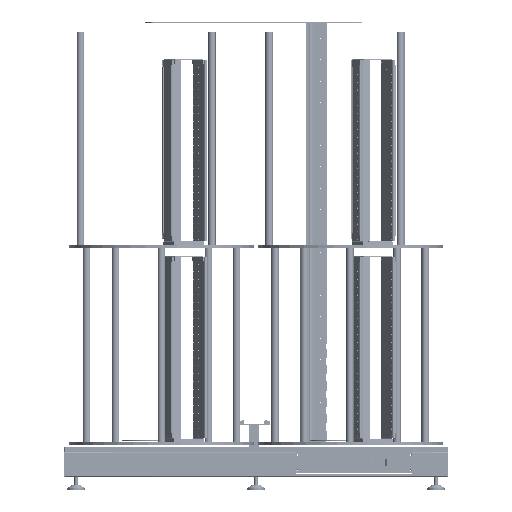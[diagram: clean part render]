
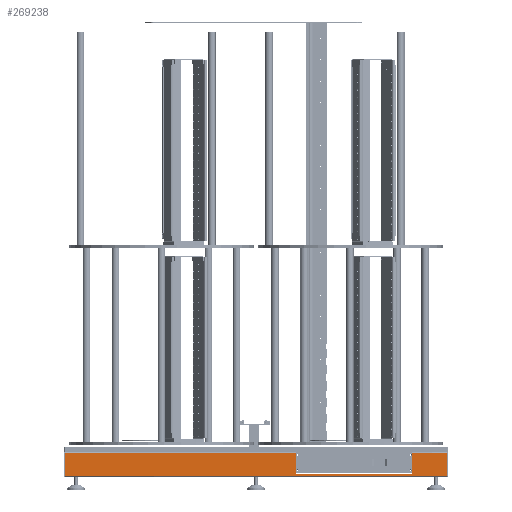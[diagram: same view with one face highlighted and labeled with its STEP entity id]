
A CAD part, front view. The second image highlights one B-rep face of the part: STEP entity #269238.
In plain terms, the highlighted planar face has unit normal (0, -1, 0).
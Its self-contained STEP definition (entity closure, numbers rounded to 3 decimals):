
#13444 = ORIENTED_EDGE ( 'NONE', *, *, #374434, .F. ) ;
#16653 = VECTOR ( 'NONE', #275307, 1000. ) ;
#53731 = CARTESIAN_POINT ( 'NONE',  ( 746.863, 50.835, 70. ) ) ;
#57828 = VERTEX_POINT ( 'NONE', #232196 ) ;
#59435 = LINE ( 'NONE', #461211, #203904 ) ;
#70783 = DIRECTION ( 'NONE',  ( 0., 0., -1. ) ) ;
#74037 = CARTESIAN_POINT ( 'NONE',  ( 304.734, 50.835, 60. ) ) ;
#75321 = LINE ( 'NONE', #226702, #339017 ) ;
#82087 = VECTOR ( 'NONE', #123593, 1000. ) ;
#123593 = DIRECTION ( 'NONE',  ( 0., 0., 1. ) ) ;
#133705 = LINE ( 'NONE', #331299, #229773 ) ;
#136333 = LINE ( 'NONE', #513043, #304765 ) ;
#166851 = VECTOR ( 'NONE', #70783, 1000. ) ;
#176151 = LINE ( 'NONE', #74037, #166851 ) ;
#190194 = PLANE ( 'NONE',  #528428 ) ;
#203875 = VERTEX_POINT ( 'NONE', #389646 ) ;
#203904 = VECTOR ( 'NONE', #210925, 1000. ) ;
#210925 = DIRECTION ( 'NONE',  ( 0., 0., 1. ) ) ;
#224571 = VERTEX_POINT ( 'NONE', #447985 ) ;
#225932 = LINE ( 'NONE', #232459, #16653 ) ;
#226702 = CARTESIAN_POINT ( 'NONE',  ( 746.863, 50.835, 4. ) ) ;
#229773 = VECTOR ( 'NONE', #384066, 1000. ) ;
#232196 = CARTESIAN_POINT ( 'NONE',  ( 304.734, 50.835, 10. ) ) ;
#232459 = CARTESIAN_POINT ( 'NONE',  ( 744.934, 50.835, 4. ) ) ;
#232655 = DIRECTION ( 'NONE',  ( 1., 0., 0. ) ) ;
#233458 = ORIENTED_EDGE ( 'NONE', *, *, #508845, .T. ) ;
#235564 = CARTESIAN_POINT ( 'NONE',  ( -368.996, 50.835, 70. ) ) ;
#241561 = ORIENTED_EDGE ( 'NONE', *, *, #495777, .F. ) ;
#264350 = EDGE_CURVE ( 'NONE', #483665, #507953, #455534, .T. ) ;
#268478 = CARTESIAN_POINT ( 'NONE',  ( 645.134, 50.835, 60. ) ) ;
#269238 = ADVANCED_FACE ( 'NONE', ( #443723 ), #190194, .T. ) ;
#275307 = DIRECTION ( 'NONE',  ( 1., 0., 0. ) ) ;
#275379 = EDGE_CURVE ( 'NONE', #203875, #338162, #59435, .T. ) ;
#285983 = ORIENTED_EDGE ( 'NONE', *, *, #500201, .T. ) ;
#287327 = CARTESIAN_POINT ( 'NONE',  ( 645.134, 50.835, 70. ) ) ;
#289359 = VECTOR ( 'NONE', #649904, 1000. ) ;
#294995 = VERTEX_POINT ( 'NONE', #614824 ) ;
#304765 = VECTOR ( 'NONE', #232655, 1000. ) ;
#306485 = EDGE_CURVE ( 'NONE', #430239, #483665, #75321, .T. ) ;
#314275 = EDGE_LOOP ( 'NONE', ( #542218, #13444, #441880, #241561, #233458, #467701, #285983, #330941 ) ) ;
#330941 = ORIENTED_EDGE ( 'NONE', *, *, #306485, .T. ) ;
#331299 = CARTESIAN_POINT ( 'NONE',  ( 746.863, 50.835, 70. ) ) ;
#338162 = VERTEX_POINT ( 'NONE', #235564 ) ;
#339017 = VECTOR ( 'NONE', #572557, 1000. ) ;
#374434 = EDGE_CURVE ( 'NONE', #224571, #507953, #472642, .T. ) ;
#384066 = DIRECTION ( 'NONE',  ( -1., 0., 0. ) ) ;
#389646 = CARTESIAN_POINT ( 'NONE',  ( -368.996, 50.835, 4. ) ) ;
#393570 = CARTESIAN_POINT ( 'NONE',  ( 746.863, 50.835, 70. ) ) ;
#400824 = DIRECTION ( 'NONE',  ( 0., 0., -1. ) ) ;
#430239 = VERTEX_POINT ( 'NONE', #481601 ) ;
#441880 = ORIENTED_EDGE ( 'NONE', *, *, #617981, .F. ) ;
#443723 = FACE_OUTER_BOUND ( 'NONE', #314275, .T. ) ;
#447985 = CARTESIAN_POINT ( 'NONE',  ( 645.134, 50.835, 10. ) ) ;
#455534 = LINE ( 'NONE', #53731, #289359 ) ;
#461211 = CARTESIAN_POINT ( 'NONE',  ( -368.996, 50.835, 4. ) ) ;
#467701 = ORIENTED_EDGE ( 'NONE', *, *, #275379, .F. ) ;
#472642 = LINE ( 'NONE', #268478, #82087 ) ;
#481601 = CARTESIAN_POINT ( 'NONE',  ( 746.863, 50.835, 4. ) ) ;
#483665 = VERTEX_POINT ( 'NONE', #393570 ) ;
#495777 = EDGE_CURVE ( 'NONE', #294995, #57828, #176151, .T. ) ;
#500201 = EDGE_CURVE ( 'NONE', #203875, #430239, #225932, .T. ) ;
#502635 = CARTESIAN_POINT ( 'NONE',  ( 744.934, 50.835, 2. ) ) ;
#507953 = VERTEX_POINT ( 'NONE', #287327 ) ;
#508845 = EDGE_CURVE ( 'NONE', #294995, #338162, #133705, .T. ) ;
#513043 = CARTESIAN_POINT ( 'NONE',  ( 304.734, 50.835, 10. ) ) ;
#528428 = AXIS2_PLACEMENT_3D ( 'NONE', #502635, #608061, #400824 ) ;
#542218 = ORIENTED_EDGE ( 'NONE', *, *, #264350, .T. ) ;
#572557 = DIRECTION ( 'NONE',  ( 0., 0., 1. ) ) ;
#608061 = DIRECTION ( 'NONE',  ( 0., -1., 0. ) ) ;
#614824 = CARTESIAN_POINT ( 'NONE',  ( 304.734, 50.835, 70. ) ) ;
#617981 = EDGE_CURVE ( 'NONE', #57828, #224571, #136333, .T. ) ;
#649904 = DIRECTION ( 'NONE',  ( -1., 0., 0. ) ) ;
